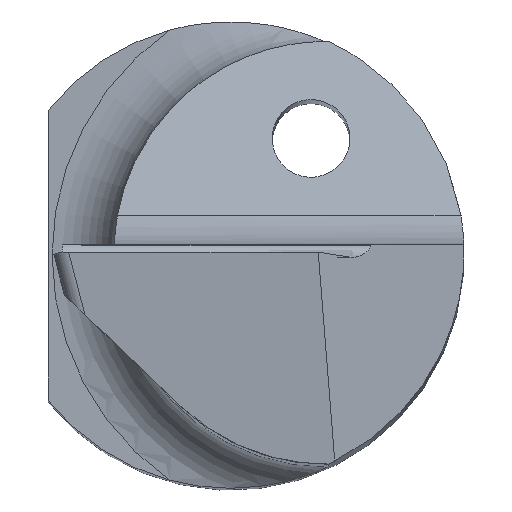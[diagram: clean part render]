
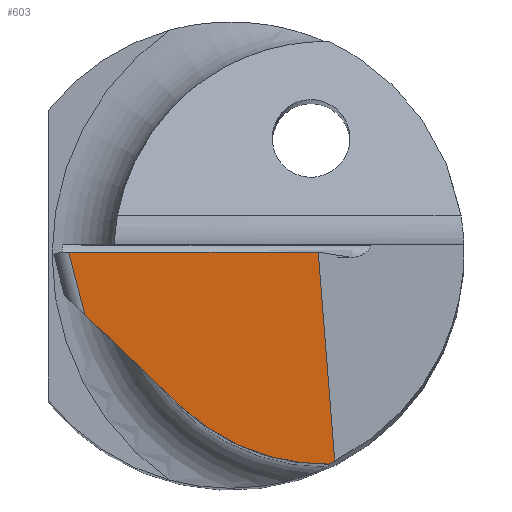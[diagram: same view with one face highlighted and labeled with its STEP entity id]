
A CAD part, top view. The second image highlights one B-rep face of the part: STEP entity #603.
In plain terms, the highlighted planar face has unit normal (0.138, -0.139, 0.981).
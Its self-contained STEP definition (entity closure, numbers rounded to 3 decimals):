
#2 = EDGE_CURVE ( 'NONE', #519, #643, #666, .T. ) ;
#23 = CARTESIAN_POINT ( 'NONE',  ( -1.877, -0.804, 36.856 ) ) ;
#34 = ORIENTED_EDGE ( 'NONE', *, *, #224, .T. ) ;
#63 = FACE_OUTER_BOUND ( 'NONE', #728, .T. ) ;
#80 = VECTOR ( 'NONE', #249, 1000. ) ;
#82 = VECTOR ( 'NONE', #681, 1000. ) ;
#125 = CARTESIAN_POINT ( 'NONE',  ( 1.117, 0.1, 36.563 ) ) ;
#130 = DIRECTION ( 'NONE',  ( 0., -0.99, -0.141 ) ) ;
#134 =( BOUNDED_CURVE ( )  B_SPLINE_CURVE ( 3, ( #323, #706, #250, #510 ),
 .UNSPECIFIED., .F., .T. ) 
 B_SPLINE_CURVE_WITH_KNOTS ( ( 4, 4 ),
 ( 4.74, 5.513 ),
 .UNSPECIFIED. ) 
 CURVE ( )  GEOMETRIC_REPRESENTATION_ITEM ( )  RATIONAL_B_SPLINE_CURVE ( ( 1., 0.951, 0.951, 1. ) ) 
 REPRESENTATION_ITEM ( '' )  );
#136 = CARTESIAN_POINT ( 'NONE',  ( 1.125, 0., 36.548 ) ) ;
#137 = CARTESIAN_POINT ( 'NONE',  ( 1.282, -2.712, 36.141 ) ) ;
#186 = ORIENTED_EDGE ( 'NONE', *, *, #2, .T. ) ;
#205 = CARTESIAN_POINT ( 'NONE',  ( 1.31, -2.699, 36.139 ) ) ;
#208 = CARTESIAN_POINT ( 'NONE',  ( 1.255, -2.725, 36.143 ) ) ;
#209 =( BOUNDED_CURVE ( )  B_SPLINE_CURVE ( 3, ( #626, #205, #137, #208 ),
 .UNSPECIFIED., .F., .T. ) 
 B_SPLINE_CURVE_WITH_KNOTS ( ( 4, 4 ),
 ( 0.319, 0.349 ),
 .UNSPECIFIED. ) 
 CURVE ( )  GEOMETRIC_REPRESENTATION_ITEM ( )  RATIONAL_B_SPLINE_CURVE ( ( 1., 1., 1., 1. ) ) 
 REPRESENTATION_ITEM ( '' )  );
#211 = CARTESIAN_POINT ( 'NONE',  ( -0.657, -1.97, 36.519 ) ) ;
#224 = EDGE_CURVE ( 'NONE', #645, #671, #134, .T. ) ;
#229 = VECTOR ( 'NONE', #874, 1000. ) ;
#249 = DIRECTION ( 'NONE',  ( 0.709, -0.678, -0.196 ) ) ;
#250 = CARTESIAN_POINT ( 'NONE',  ( 0.534, -2.733, 36.243 ) ) ;
#323 = CARTESIAN_POINT ( 'NONE',  ( -0.657, -1.97, 36.519 ) ) ;
#347 = CARTESIAN_POINT ( 'NONE',  ( -2.399, 0., 37.043 ) ) ;
#351 = CARTESIAN_POINT ( 'NONE',  ( 1.255, -2.725, 36.143 ) ) ;
#353 = PLANE ( 'NONE',  #446 ) ;
#411 = VECTOR ( 'NONE', #674, 1000. ) ;
#418 = CARTESIAN_POINT ( 'NONE',  ( -2.131, 0.174, 37.03 ) ) ;
#430 = ORIENTED_EDGE ( 'NONE', *, *, #571, .F. ) ;
#437 = CARTESIAN_POINT ( 'NONE',  ( -2.086, 0., 36.999 ) ) ;
#446 = AXIS2_PLACEMENT_3D ( 'NONE', #732, #814, #130 ) ;
#457 = ORIENTED_EDGE ( 'NONE', *, *, #858, .T. ) ;
#458 = CARTESIAN_POINT ( 'NONE',  ( 1.337, -2.686, 36.137 ) ) ;
#510 = CARTESIAN_POINT ( 'NONE',  ( 1.255, -2.725, 36.143 ) ) ;
#519 = VERTEX_POINT ( 'NONE', #458 ) ;
#571 = EDGE_CURVE ( 'NONE', #519, #671, #209, .T. ) ;
#581 = ORIENTED_EDGE ( 'NONE', *, *, #612, .T. ) ;
#603 = ADVANCED_FACE ( 'NONE', ( #63 ), #353, .T. ) ;
#610 = ORIENTED_EDGE ( 'NONE', *, *, #660, .F. ) ;
#612 = EDGE_CURVE ( 'NONE', #643, #697, #877, .T. ) ;
#626 = CARTESIAN_POINT ( 'NONE',  ( 1.337, -2.686, 36.137 ) ) ;
#643 = VERTEX_POINT ( 'NONE', #136 ) ;
#645 = VERTEX_POINT ( 'NONE', #211 ) ;
#660 = EDGE_CURVE ( 'NONE', #760, #697, #745, .T. ) ;
#666 = LINE ( 'NONE', #125, #229 ) ;
#671 = VERTEX_POINT ( 'NONE', #351 ) ;
#674 = DIRECTION ( 'NONE',  ( -0.99, 0., 0.139 ) ) ;
#681 = DIRECTION ( 'NONE',  ( -0.247, 0.954, 0.17 ) ) ;
#697 = VERTEX_POINT ( 'NONE', #437 ) ;
#706 = CARTESIAN_POINT ( 'NONE',  ( -0.136, -2.468, 36.375 ) ) ;
#719 = CARTESIAN_POINT ( 'NONE',  ( -0.732, -1.899, 36.539 ) ) ;
#728 = EDGE_LOOP ( 'NONE', ( #457, #34, #430, #186, #581, #610 ) ) ;
#732 = CARTESIAN_POINT ( 'NONE',  ( -2.397, 0.1, 37.057 ) ) ;
#745 = LINE ( 'NONE', #418, #82 ) ;
#760 = VERTEX_POINT ( 'NONE', #23 ) ;
#796 = LINE ( 'NONE', #719, #80 ) ;
#814 = DIRECTION ( 'NONE',  ( 0.138, -0.139, 0.981 ) ) ;
#858 = EDGE_CURVE ( 'NONE', #760, #645, #796, .T. ) ;
#874 = DIRECTION ( 'NONE',  ( -0.078, 0.986, 0.151 ) ) ;
#877 = LINE ( 'NONE', #347, #411 ) ;
